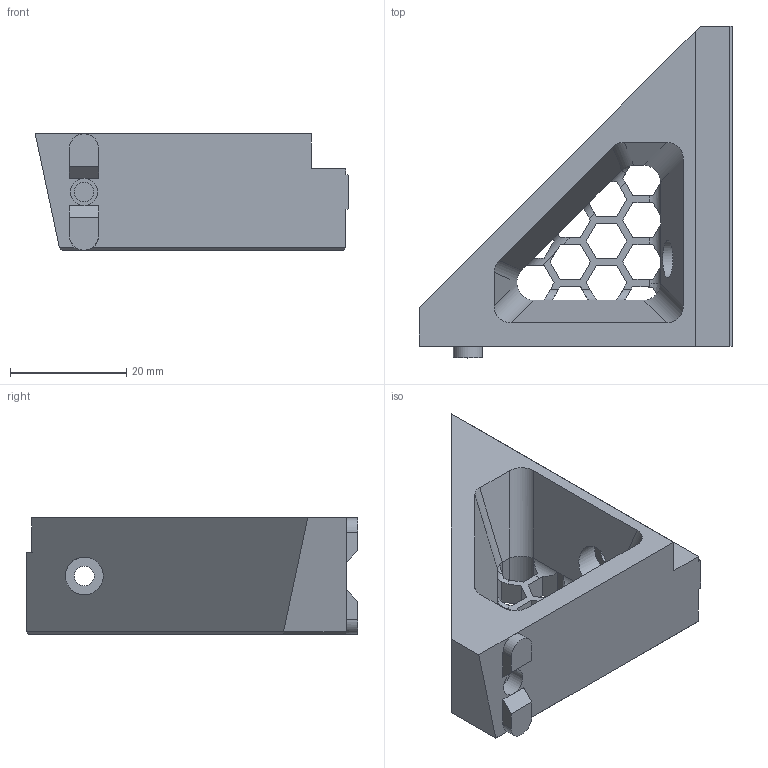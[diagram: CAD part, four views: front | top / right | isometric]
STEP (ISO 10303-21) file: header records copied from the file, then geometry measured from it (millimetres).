
FILE_DESCRIPTION(/* description */ (''),/* implementation_level */ '2;1');
FILE_NAME(/* name */ 'rocker_left_brace_6mm.stp',/* time_stamp */ '2022-05-05T23:31:26+02:00',/* author */ ('Hans'),/* organization */ (''),/* preprocessor_version */ 'ST-DEVELOPER v18.1',/* originating_system */ 'Autodesk Inventor 2022',/* authorisation */ '');
FILE_SCHEMA (('AUTOMOTIVE_DESIGN { 1 0 10303 214 3 1 1 }'));
Length unit declared in the file: millimetre
Products named in the file (1): rocker_left_brace_6mm
Bounding box: 53.89 x 57 x 20 mm (x, y, z)
Volume: 22610.3 mm3; surface area: 9171.9 mm2
Topology: 1 solids, 1 shells, 134 faces, 380 edges, 241 vertices
Faces by surface type: plane 105, cylinder 22, bspline 7
Full cylindrical faces by diameter (mm): 3.4 x3, 4.7 x1, 6.5 x2
Entity records: 4568 total; most frequent: CARTESIAN_POINT 836, ORIENTED_EDGE 760, DIRECTION 705, EDGE_CURVE 380, LINE 305, VECTOR 305, VERTEX_POINT 241, AXIS2_PLACEMENT_3D 200
